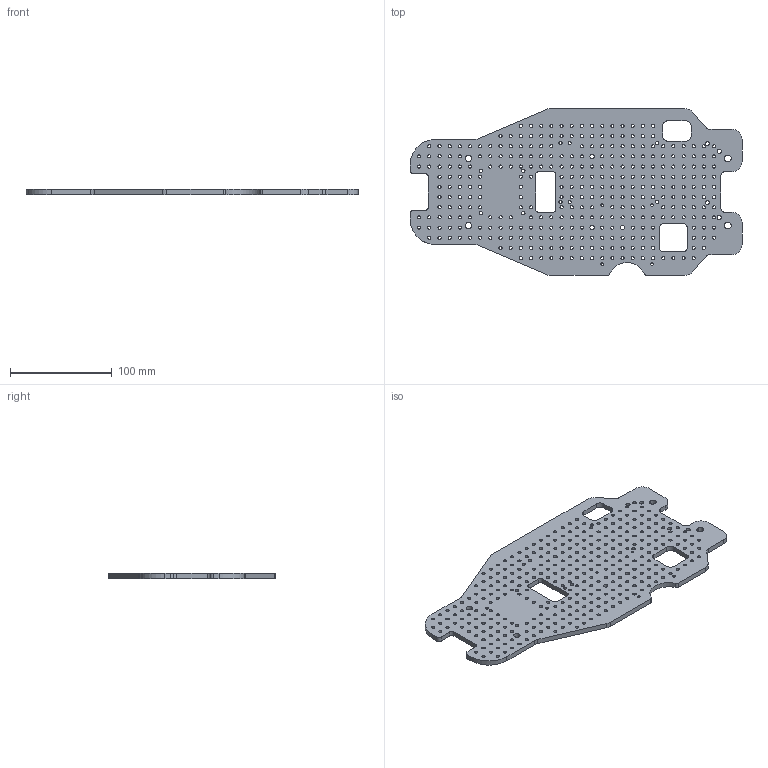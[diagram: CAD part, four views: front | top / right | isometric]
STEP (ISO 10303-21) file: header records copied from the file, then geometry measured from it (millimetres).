
FILE_DESCRIPTION(/* description */ ('Unknown'),/* implementation_level */ '2;1');
FILE_NAME(/* name */ 'Plaque trouée',/* time_stamp */ '2023-01-27T11:57:32+01:00',/* author */ ('Unknown'),/* organization */ ('Unknown'),/* preprocessor_version */ 'ST-DEVELOPER v16.7',/* originating_system */ 'DEX',/* authorisation */ $);
FILE_SCHEMA (('AUTOMOTIVE_DESIGN {1 0 10303 214 3 1 1}'));
Length unit declared in the file: millimetre
Products named in the file (1): 011.1-Plaque trouée
Bounding box: 326.48 x 164.01 x 5 mm (x, y, z)
Volume: 193530 mm3; surface area: 100607.6 mm2
Topology: 1 solids, 1 shells, 417 faces, 1563 edges, 1148 vertices
Faces by surface type: cylinder 378, plane 39
Full cylindrical faces by diameter (mm): 2.5 x4, 3.1 x316, 3.2 x6, 3.5 x4, 4 x2, 4.2 x5, 6.1 x2
Entity records: 14188 total; most frequent: DIRECTION 2498, CARTESIAN_POINT 2154, ORIENTED_EDGE 1812, EDGE_LOOP 1444, FACE_BOUND 1444, AXIS2_PLACEMENT_3D 1174, EDGE_CURVE 906, VERTEX_POINT 830
